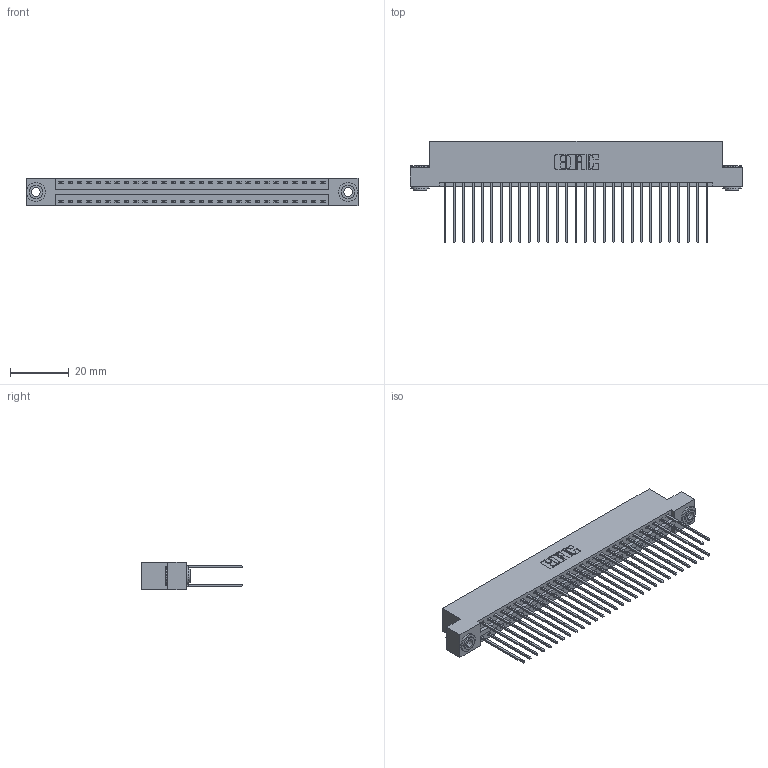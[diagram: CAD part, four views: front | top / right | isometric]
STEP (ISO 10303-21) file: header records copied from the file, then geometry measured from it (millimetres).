
FILE_DESCRIPTION (( 'STEP AP203' ), '1' );
FILE_NAME ('346-058-541-203.STEP', '2022-05-21T08:39:26', ( '' ), ( '' ), 'SwSTEP 2.0', 'SolidWorks 2020', '' );
FILE_SCHEMA (( 'CONFIG_CONTROL_DESIGN' ));
Length unit declared in the file: inch
Products named in the file (4): 346-058-541-203; 345-250-002_345-250-002-102; 346 Part_Flush Mounting Lugs - 0.156 Dia-TH; 345-292-001_345-293-141
Assembly tree (61 placements, depth 2):
  346-058-541-203
    346 Part_Flush Mounting Lugs - 0.156 Dia-TH
    345-292-001_345-293-141  x58
    345-250-002_345-250-002-102  x2
Bounding box: 112.65 x 34.29 x 9.4 mm (x, y, z)
Volume: 11217.8 mm3; surface area: 17059.8 mm2
Topology: 61 solids, 61 shells, 3190 faces, 9431 edges, 6206 vertices
Faces by surface type: plane 2130, cylinder 1052, cone 8
Entity records: 21760 total; most frequent: CARTESIAN_POINT 3585, ORIENTED_EDGE 3510, DIRECTION 3241, EDGE_CURVE 1755, VECTOR 1483, LINE 1483, VERTEX_POINT 1166, AXIS2_PLACEMENT_3D 879
